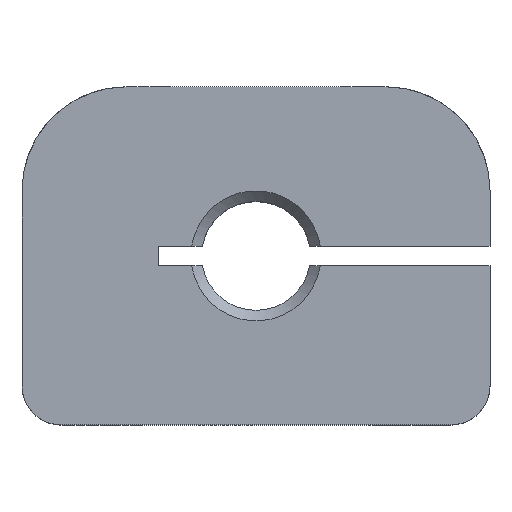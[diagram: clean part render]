
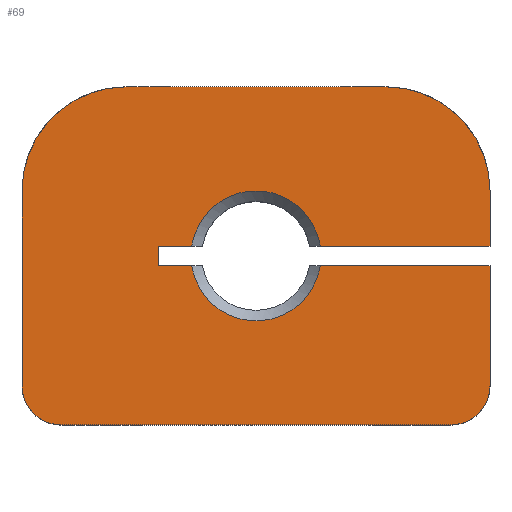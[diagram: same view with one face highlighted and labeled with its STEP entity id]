
A CAD part, top view. The second image highlights one B-rep face of the part: STEP entity #69.
In plain terms, the highlighted planar face has unit normal (0, 0, 1).
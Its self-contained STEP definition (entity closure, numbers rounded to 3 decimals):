
#69 = ADVANCED_FACE( '', ( #176 ), #177, .T. );
#176 = FACE_OUTER_BOUND( '', #329, .T. );
#177 = PLANE( '', #330 );
#329 = EDGE_LOOP( '', ( #476, #477, #478, #479, #480, #481, #482, #483, #484, #485, #486, #487, #488, #489, #490, #491 ) );
#330 = AXIS2_PLACEMENT_3D( '', #492, #493, #494 );
#476 = ORIENTED_EDGE( '', *, *, #892, .T. );
#477 = ORIENTED_EDGE( '', *, *, #893, .T. );
#478 = ORIENTED_EDGE( '', *, *, #894, .T. );
#479 = ORIENTED_EDGE( '', *, *, #895, .T. );
#480 = ORIENTED_EDGE( '', *, *, #896, .T. );
#481 = ORIENTED_EDGE( '', *, *, #897, .T. );
#482 = ORIENTED_EDGE( '', *, *, #898, .T. );
#483 = ORIENTED_EDGE( '', *, *, #899, .T. );
#484 = ORIENTED_EDGE( '', *, *, #900, .T. );
#485 = ORIENTED_EDGE( '', *, *, #901, .T. );
#486 = ORIENTED_EDGE( '', *, *, #902, .F. );
#487 = ORIENTED_EDGE( '', *, *, #903, .F. );
#488 = ORIENTED_EDGE( '', *, *, #904, .F. );
#489 = ORIENTED_EDGE( '', *, *, #905, .F. );
#490 = ORIENTED_EDGE( '', *, *, #906, .T. );
#491 = ORIENTED_EDGE( '', *, *, #907, .F. );
#492 = CARTESIAN_POINT( '', ( -15., 3., 12. ) );
#493 = DIRECTION( '', ( 0., 0., 1. ) );
#494 = DIRECTION( '', ( 1., 0., 0. ) );
#892 = EDGE_CURVE( '', #1055, #1056, #1057, .T. );
#893 = EDGE_CURVE( '', #1056, #1058, #1059, .T. );
#894 = EDGE_CURVE( '', #1058, #1060, #1061, .T. );
#895 = EDGE_CURVE( '', #1060, #1062, #1063, .T. );
#896 = EDGE_CURVE( '', #1062, #1064, #1065, .T. );
#897 = EDGE_CURVE( '', #1064, #1066, #1067, .T. );
#898 = EDGE_CURVE( '', #1066, #1068, #1069, .T. );
#899 = EDGE_CURVE( '', #1068, #1070, #1071, .T. );
#900 = EDGE_CURVE( '', #1070, #1072, #1073, .T. );
#901 = EDGE_CURVE( '', #1072, #1074, #1075, .T. );
#902 = EDGE_CURVE( '', #1076, #1074, #1077, .T. );
#903 = EDGE_CURVE( '', #1078, #1076, #1079, .T. );
#904 = EDGE_CURVE( '', #1080, #1078, #1081, .T. );
#905 = EDGE_CURVE( '', #1082, #1080, #1083, .T. );
#906 = EDGE_CURVE( '', #1082, #1084, #1085, .T. );
#907 = EDGE_CURVE( '', #1055, #1084, #1086, .T. );
#1055 = VERTEX_POINT( '', #1298 );
#1056 = VERTEX_POINT( '', #1299 );
#1057 = LINE( '', #1300, #1301 );
#1058 = VERTEX_POINT( '', #1302 );
#1059 = LINE( '', #1303, #1304 );
#1060 = VERTEX_POINT( '', #1305 );
#1061 = CIRCLE( '', #1306, 8. );
#1062 = VERTEX_POINT( '', #1307 );
#1063 = LINE( '', #1308, #1309 );
#1064 = VERTEX_POINT( '', #1310 );
#1065 = CIRCLE( '', #1311, 8. );
#1066 = VERTEX_POINT( '', #1312 );
#1067 = LINE( '', #1313, #1314 );
#1068 = VERTEX_POINT( '', #1315 );
#1069 = CIRCLE( '', #1316, 3. );
#1070 = VERTEX_POINT( '', #1317 );
#1071 = LINE( '', #1318, #1319 );
#1072 = VERTEX_POINT( '', #1320 );
#1073 = CIRCLE( '', #1321, 3. );
#1074 = VERTEX_POINT( '', #1322 );
#1075 = LINE( '', #1323, #1324 );
#1076 = VERTEX_POINT( '', #1325 );
#1077 = LINE( '', #1326, #1327 );
#1078 = VERTEX_POINT( '', #1328 );
#1079 = CIRCLE( '', #1329, 5. );
#1080 = VERTEX_POINT( '', #1330 );
#1081 = LINE( '', #1331, #1332 );
#1082 = VERTEX_POINT( '', #1333 );
#1083 = LINE( '', #1334, #1335 );
#1084 = VERTEX_POINT( '', #1336 );
#1085 = LINE( '', #1337, #1338 );
#1086 = CIRCLE( '', #1339, 5. );
#1298 = CARTESIAN_POINT( '', ( 4.943, 13.75, 12. ) );
#1299 = CARTESIAN_POINT( '', ( 18., 13.75, 12. ) );
#1300 = CARTESIAN_POINT( '', ( -7.5, 13.75, 12. ) );
#1301 = VECTOR( '', #1686, 1000. );
#1302 = CARTESIAN_POINT( '', ( 18., 18., 12. ) );
#1303 = CARTESIAN_POINT( '', ( 18., 3., 12. ) );
#1304 = VECTOR( '', #1687, 1000. );
#1305 = CARTESIAN_POINT( '', ( 10., 26., 12. ) );
#1306 = AXIS2_PLACEMENT_3D( '', #1688, #1689, #1690 );
#1307 = CARTESIAN_POINT( '', ( -10., 26., 12. ) );
#1308 = CARTESIAN_POINT( '', ( 10., 26., 12. ) );
#1309 = VECTOR( '', #1691, 1000. );
#1310 = CARTESIAN_POINT( '', ( -18., 18., 12. ) );
#1311 = AXIS2_PLACEMENT_3D( '', #1692, #1693, #1694 );
#1312 = CARTESIAN_POINT( '', ( -18., 3., 12. ) );
#1313 = CARTESIAN_POINT( '', ( -18., 18., 12. ) );
#1314 = VECTOR( '', #1695, 1000. );
#1315 = CARTESIAN_POINT( '', ( -15., 0., 12. ) );
#1316 = AXIS2_PLACEMENT_3D( '', #1696, #1697, #1698 );
#1317 = CARTESIAN_POINT( '', ( 15., 0., 12. ) );
#1318 = CARTESIAN_POINT( '', ( -15., 0., 12. ) );
#1319 = VECTOR( '', #1699, 1000. );
#1320 = CARTESIAN_POINT( '', ( 18., 3., 12. ) );
#1321 = AXIS2_PLACEMENT_3D( '', #1700, #1701, #1702 );
#1322 = CARTESIAN_POINT( '', ( 18., 12.25, 12. ) );
#1323 = CARTESIAN_POINT( '', ( 18., 3., 12. ) );
#1324 = VECTOR( '', #1703, 1000. );
#1325 = CARTESIAN_POINT( '', ( 4.943, 12.25, 12. ) );
#1326 = CARTESIAN_POINT( '', ( -7.5, 12.25, 12. ) );
#1327 = VECTOR( '', #1704, 1000. );
#1328 = CARTESIAN_POINT( '', ( -4.943, 12.25, 12. ) );
#1329 = AXIS2_PLACEMENT_3D( '', #1705, #1706, #1707 );
#1330 = CARTESIAN_POINT( '', ( -7.5, 12.25, 12. ) );
#1331 = CARTESIAN_POINT( '', ( -7.5, 12.25, 12. ) );
#1332 = VECTOR( '', #1708, 1000. );
#1333 = CARTESIAN_POINT( '', ( -7.5, 13.75, 12. ) );
#1334 = CARTESIAN_POINT( '', ( -7.5, 13.75, 12. ) );
#1335 = VECTOR( '', #1709, 1000. );
#1336 = CARTESIAN_POINT( '', ( -4.943, 13.75, 12. ) );
#1337 = CARTESIAN_POINT( '', ( -7.5, 13.75, 12. ) );
#1338 = VECTOR( '', #1710, 1000. );
#1339 = AXIS2_PLACEMENT_3D( '', #1711, #1712, #1713 );
#1686 = DIRECTION( '', ( 1., 0., 0. ) );
#1687 = DIRECTION( '', ( 0., 1., 0. ) );
#1688 = CARTESIAN_POINT( '', ( 10., 18., 12. ) );
#1689 = DIRECTION( '', ( 0., 0., 1. ) );
#1690 = DIRECTION( '', ( 1., 0., 0. ) );
#1691 = DIRECTION( '', ( -1., 0., 0. ) );
#1692 = CARTESIAN_POINT( '', ( -10., 18., 12. ) );
#1693 = DIRECTION( '', ( 0., 0., 1. ) );
#1694 = DIRECTION( '', ( 1., 0., 0. ) );
#1695 = DIRECTION( '', ( 0., -1., 0. ) );
#1696 = CARTESIAN_POINT( '', ( -15., 3., 12. ) );
#1697 = DIRECTION( '', ( 0., 0., 1. ) );
#1698 = DIRECTION( '', ( 1., 0., 0. ) );
#1699 = DIRECTION( '', ( 1., 0., 0. ) );
#1700 = CARTESIAN_POINT( '', ( 15., 3., 12. ) );
#1701 = DIRECTION( '', ( 0., 0., 1. ) );
#1702 = DIRECTION( '', ( 1., 0., 0. ) );
#1703 = DIRECTION( '', ( 0., 1., 0. ) );
#1704 = DIRECTION( '', ( 1., 0., 0. ) );
#1705 = CARTESIAN_POINT( '', ( 0., 13., 12. ) );
#1706 = DIRECTION( '', ( 0., 0., 1. ) );
#1707 = DIRECTION( '', ( 1., 0., 0. ) );
#1708 = DIRECTION( '', ( 1., 0., 0. ) );
#1709 = DIRECTION( '', ( 0., -1., 0. ) );
#1710 = DIRECTION( '', ( 1., 0., 0. ) );
#1711 = CARTESIAN_POINT( '', ( 0., 13., 12. ) );
#1712 = DIRECTION( '', ( 0., 0., 1. ) );
#1713 = DIRECTION( '', ( 1., 0., 0. ) );
